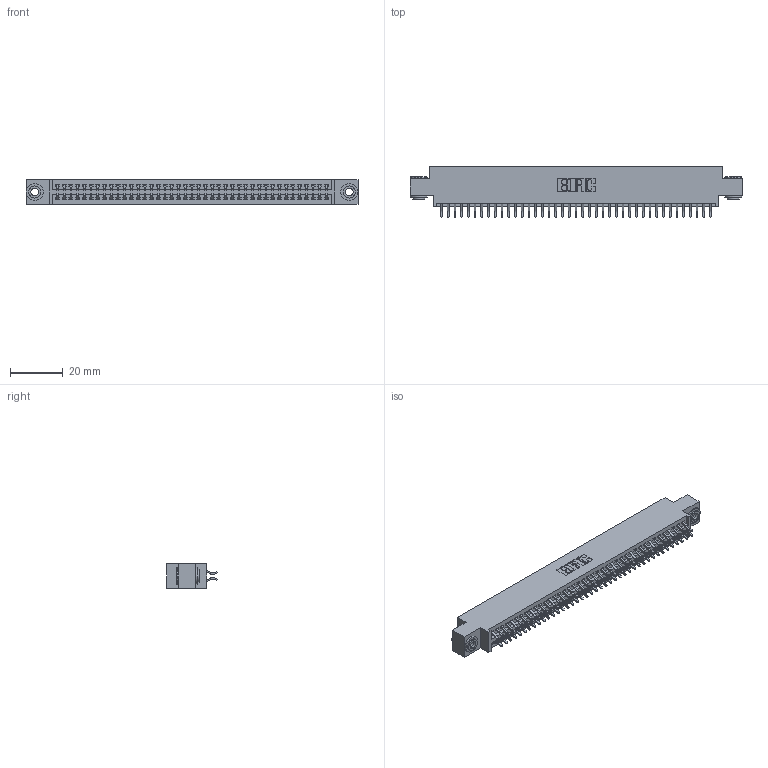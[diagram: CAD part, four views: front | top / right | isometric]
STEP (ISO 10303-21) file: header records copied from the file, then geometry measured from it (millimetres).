
FILE_DESCRIPTION (( 'STEP AP203' ), '1' );
FILE_NAME ('345-082-556-803.STEP', '2019-11-01T02:15:39', ( '' ), ( '' ), 'SwSTEP 2.0', 'SolidWorks 2016', '' );
FILE_SCHEMA (( 'CONFIG_CONTROL_DESIGN' ));
Length unit declared in the file: inch
Products named in the file (4): 345-250-002_345-250-002-102; 345-082-556-803; 345 Part_0.170 Offset - 0.156 Dia-TH; 345-292-001_556 Tail
Assembly tree (85 placements, depth 2):
  345-082-556-803
    345 Part_0.170 Offset - 0.156 Dia-TH
    345-292-001_556 Tail  x82
    345-250-002_345-250-002-102  x2
Bounding box: 125.35 x 19.24 x 9.4 mm (x, y, z)
Volume: 12070 mm3; surface area: 18098.7 mm2
Topology: 85 solids, 85 shells, 4760 faces, 14123 edges, 9302 vertices
Faces by surface type: plane 3128, cylinder 1624, cone 8
Entity records: 33306 total; most frequent: CARTESIAN_POINT 5575, ORIENTED_EDGE 5490, DIRECTION 4935, EDGE_CURVE 2745, VECTOR 2417, LINE 2417, VERTEX_POINT 1826, AXIS2_PLACEMENT_3D 1259
